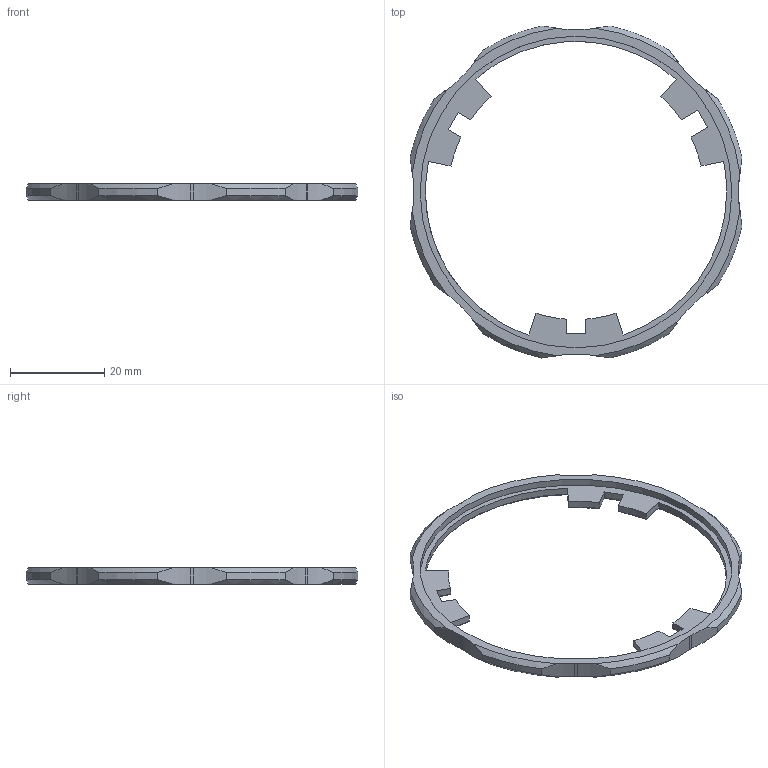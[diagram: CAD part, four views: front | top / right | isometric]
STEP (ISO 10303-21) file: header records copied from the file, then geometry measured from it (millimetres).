
FILE_DESCRIPTION(('HOOPS Exchange Step'),'2;1');
FILE_NAME('temp_export','2023-06-24T00:13:27-04:00',('gmoua'),('Shapr3D Limited'),'HOOPS Exchange 2022.2','Shapr3D','Authorized');
FILE_SCHEMA( ('AUTOMOTIVE_DESIGN { 1 0 10303 214 1 1 1 1 }') );
Length unit declared in the file: millimetre
Products named in the file (1): Mount Ring
Bounding box: 70.52 x 70.52 x 3.5 mm (x, y, z)
Volume: 2563.2 mm3; surface area: 3304.8 mm2
Topology: 1 solids, 1 shells, 100 faces, 269 edges, 172 vertices
Faces by surface type: cylinder 41, plane 33, cone 26
Full cylindrical faces by diameter (mm): 66.2 x1
Entity records: 3226 total; most frequent: CARTESIAN_POINT 692, ORIENTED_EDGE 538, DIRECTION 532, EDGE_CURVE 269, AXIS2_PLACEMENT_3D 212, VERTEX_POINT 172, CIRCLE 111, VECTOR 108
